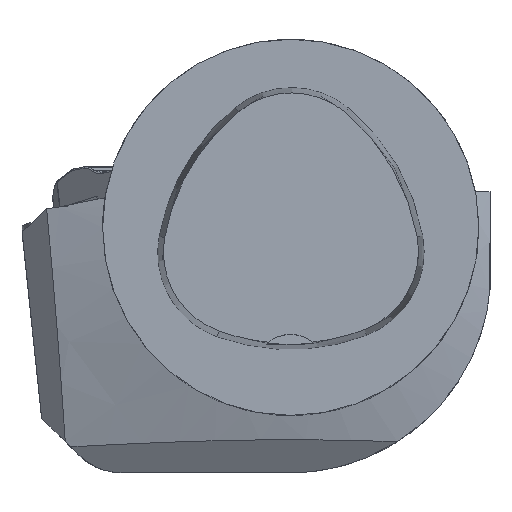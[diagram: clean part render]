
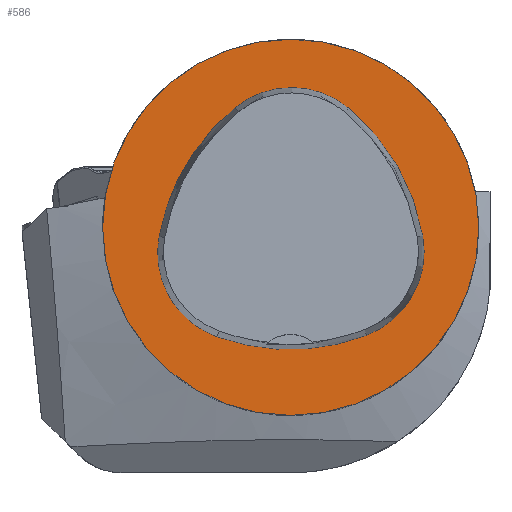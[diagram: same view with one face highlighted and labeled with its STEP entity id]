
A CAD part, top view. The second image highlights one B-rep face of the part: STEP entity #586.
In plain terms, the highlighted planar face has unit normal (0, 0, 1).
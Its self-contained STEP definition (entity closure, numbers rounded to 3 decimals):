
#556=FACE_BOUND('',#881,.T.);
#557=FACE_BOUND('',#882,.T.);
#586=ADVANCED_FACE('',(#556,#557),#696,.T.);
#696=PLANE('',#2192);
#881=EDGE_LOOP('',(#1094,#1095,#1096,#1097,#1098,#1099));
#882=EDGE_LOOP('',(#1100));
#1094=ORIENTED_EDGE('',*,*,#1826,.T.);
#1095=ORIENTED_EDGE('',*,*,#1806,.T.);
#1096=ORIENTED_EDGE('',*,*,#1810,.T.);
#1097=ORIENTED_EDGE('',*,*,#1813,.T.);
#1098=ORIENTED_EDGE('',*,*,#1816,.T.);
#1099=ORIENTED_EDGE('',*,*,#1824,.T.);
#1100=ORIENTED_EDGE('',*,*,#1800,.F.);
#1605=VERTEX_POINT('',#3096);
#1607=VERTEX_POINT('',#3113);
#1608=VERTEX_POINT('',#3114);
#1611=VERTEX_POINT('',#3122);
#1613=VERTEX_POINT('',#3128);
#1615=VERTEX_POINT('',#3134);
#1622=VERTEX_POINT('',#3155);
#1800=EDGE_CURVE('',#1605,#1605,#2061,.T.);
#1806=EDGE_CURVE('',#1607,#1608,#2062,.T.);
#1810=EDGE_CURVE('',#1608,#1611,#2064,.T.);
#1813=EDGE_CURVE('',#1611,#1613,#2066,.T.);
#1816=EDGE_CURVE('',#1613,#1615,#2068,.T.);
#1824=EDGE_CURVE('',#1615,#1622,#2072,.T.);
#1826=EDGE_CURVE('',#1622,#1607,#2074,.T.);
#2061=CIRCLE('',#2163,31.5);
#2062=CIRCLE('',#2170,36.);
#2064=CIRCLE('',#2173,15.);
#2066=CIRCLE('',#2176,36.);
#2068=CIRCLE('',#2179,15.);
#2072=CIRCLE('',#2184,36.);
#2074=CIRCLE('',#2187,15.);
#2163=AXIS2_PLACEMENT_3D('',#3095,#2434,#2435);
#2170=AXIS2_PLACEMENT_3D('',#3112,#2450,#2451);
#2173=AXIS2_PLACEMENT_3D('',#3121,#2458,#2459);
#2176=AXIS2_PLACEMENT_3D('',#3127,#2465,#2466);
#2179=AXIS2_PLACEMENT_3D('',#3133,#2472,#2473);
#2184=AXIS2_PLACEMENT_3D('',#3156,#2484,#2485);
#2187=AXIS2_PLACEMENT_3D('',#3159,#2490,#2491);
#2192=AXIS2_PLACEMENT_3D('',#3164,#2500,#2501);
#2434=DIRECTION('',(0.,0.,-1.));
#2435=DIRECTION('',(-1.,0.,0.));
#2450=DIRECTION('',(0.,0.,-1.));
#2451=DIRECTION('',(-1.,0.,0.));
#2458=DIRECTION('',(0.,0.,-1.));
#2459=DIRECTION('',(-1.,0.,0.));
#2465=DIRECTION('',(0.,0.,-1.));
#2466=DIRECTION('',(-1.,0.,0.));
#2472=DIRECTION('',(0.,0.,-1.));
#2473=DIRECTION('',(-1.,0.,0.));
#2484=DIRECTION('',(0.,0.,-1.));
#2485=DIRECTION('',(-1.,0.,0.));
#2490=DIRECTION('',(0.,0.,-1.));
#2491=DIRECTION('',(-1.,0.,0.));
#2500=DIRECTION('',(0.,0.,1.));
#2501=DIRECTION('',(-1.,0.,0.));
#3095=CARTESIAN_POINT('',(0.,0.,0.));
#3096=CARTESIAN_POINT('',(-31.5,0.,0.));
#3112=CARTESIAN_POINT('',(13.398,-7.893,0.));
#3113=CARTESIAN_POINT('',(-22.041,-1.562,0.));
#3114=CARTESIAN_POINT('',(-9.317,20.036,0.));
#3121=CARTESIAN_POINT('',(0.148,8.399,0.));
#3122=CARTESIAN_POINT('',(9.779,19.898,0.));
#3127=CARTESIAN_POINT('',(-13.337,-7.7,0.));
#3128=CARTESIAN_POINT('',(22.122,-1.48,0.));
#3133=CARTESIAN_POINT('',(7.347,-4.071,0.));
#3134=CARTESIAN_POINT('',(12.693,-18.087,0.));
#3155=CARTESIAN_POINT('',(-12.373,-18.307,0.));
#3156=CARTESIAN_POINT('',(-0.137,15.55,0.));
#3159=CARTESIAN_POINT('',(-7.275,-4.2,0.));
#3164=CARTESIAN_POINT('',(0.,0.,0.));
